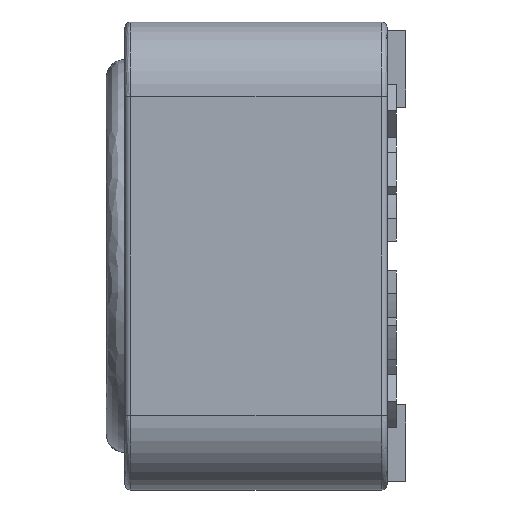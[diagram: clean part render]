
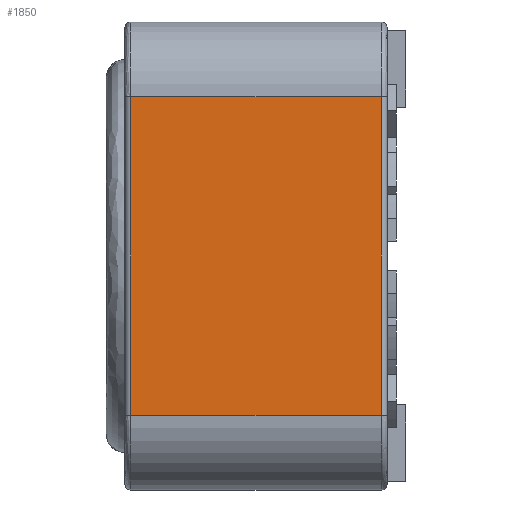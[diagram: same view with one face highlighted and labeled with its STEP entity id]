
A CAD part, left-side view. The second image highlights one B-rep face of the part: STEP entity #1850.
In plain terms, the highlighted planar face has unit normal (-1, 0, 0).
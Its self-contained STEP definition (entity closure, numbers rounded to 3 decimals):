
#67 = VERTEX_POINT ( 'NONE', #1055 ) ;
#250 = ORIENTED_EDGE ( 'NONE', *, *, #5321, .T. ) ;
#251 = LINE ( 'NONE', #8530, #9126 ) ;
#306 = EDGE_CURVE ( 'NONE', #67, #2754, #6393, .T. ) ;
#921 = DIRECTION ( 'NONE',  ( 0., -1., 0. ) ) ;
#925 = ORIENTED_EDGE ( 'NONE', *, *, #1417, .F. ) ;
#1055 = CARTESIAN_POINT ( 'NONE',  ( -6.25, 0.15, -4.25 ) ) ;
#1417 = EDGE_CURVE ( 'NONE', #6355, #2754, #6608, .T. ) ;
#1665 = CARTESIAN_POINT ( 'NONE',  ( -6.25, 0., 4.25 ) ) ;
#1680 = FACE_OUTER_BOUND ( 'NONE', #7565, .T. ) ;
#1722 = DIRECTION ( 'NONE',  ( -1., 0., 0. ) ) ;
#1850 = ADVANCED_FACE ( 'NONE', ( #1680 ), #9966, .T. ) ;
#2754 = VERTEX_POINT ( 'NONE', #3927 ) ;
#3927 = CARTESIAN_POINT ( 'NONE',  ( -6.25, 0.15, 4.25 ) ) ;
#4012 = CARTESIAN_POINT ( 'NONE',  ( -6.25, 6.85, 4.25 ) ) ;
#4614 = AXIS2_PLACEMENT_3D ( 'NONE', #8300, #1722, #6622 ) ;
#4884 = VERTEX_POINT ( 'NONE', #5633 ) ;
#5321 = EDGE_CURVE ( 'NONE', #4884, #67, #251, .T. ) ;
#5615 = VECTOR ( 'NONE', #5681, 1000. ) ;
#5633 = CARTESIAN_POINT ( 'NONE',  ( -6.25, 6.85, -4.25 ) ) ;
#5681 = DIRECTION ( 'NONE',  ( 0., 0., 1. ) ) ;
#6165 = VECTOR ( 'NONE', #921, 1000. ) ;
#6314 = ORIENTED_EDGE ( 'NONE', *, *, #306, .T. ) ;
#6355 = VERTEX_POINT ( 'NONE', #4012 ) ;
#6393 = LINE ( 'NONE', #9692, #5615 ) ;
#6608 = LINE ( 'NONE', #1665, #6165 ) ;
#6622 = DIRECTION ( 'NONE',  ( 0., 0., 1. ) ) ;
#6905 = DIRECTION ( 'NONE',  ( 0., -1., 0. ) ) ;
#7565 = EDGE_LOOP ( 'NONE', ( #8570, #250, #6314, #925 ) ) ;
#7765 = EDGE_CURVE ( 'NONE', #4884, #6355, #7931, .T. ) ;
#7931 = LINE ( 'NONE', #10208, #10241 ) ;
#8300 = CARTESIAN_POINT ( 'NONE',  ( -6.25, 0., -6.25 ) ) ;
#8530 = CARTESIAN_POINT ( 'NONE',  ( -6.25, 0., -4.25 ) ) ;
#8570 = ORIENTED_EDGE ( 'NONE', *, *, #7765, .F. ) ;
#9126 = VECTOR ( 'NONE', #6905, 1000. ) ;
#9692 = CARTESIAN_POINT ( 'NONE',  ( -6.25, 0.15, -6.25 ) ) ;
#9966 = PLANE ( 'NONE',  #4614 ) ;
#10152 = DIRECTION ( 'NONE',  ( 0., 0., 1. ) ) ;
#10208 = CARTESIAN_POINT ( 'NONE',  ( -6.25, 6.85, -3.125 ) ) ;
#10241 = VECTOR ( 'NONE', #10152, 1000. ) ;
